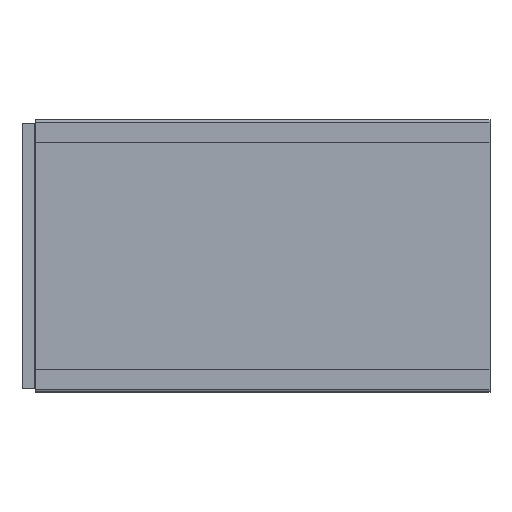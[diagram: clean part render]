
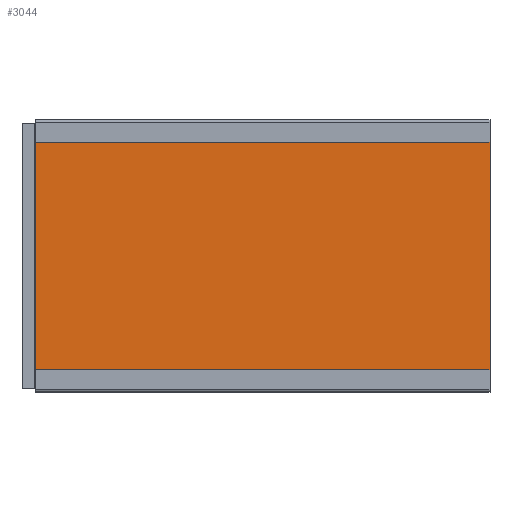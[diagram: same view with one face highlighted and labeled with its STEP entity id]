
A CAD part, top view. The second image highlights one B-rep face of the part: STEP entity #3044.
In plain terms, the highlighted planar face has unit normal (0, 0, 1).
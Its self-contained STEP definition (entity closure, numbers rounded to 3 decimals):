
#308=FACE_OUTER_BOUND('',#488,.T.);
#488=EDGE_LOOP('',(#2192,#2193,#2194,#2195));
#700=LINE('',#4609,#1042);
#704=LINE('',#4616,#1046);
#707=LINE('',#4622,#1049);
#709=LINE('',#4625,#1051);
#1042=VECTOR('',#3680,250.);
#1046=VECTOR('',#3686,500.);
#1049=VECTOR('',#3691,250.);
#1051=VECTOR('',#3695,500.);
#1360=VERTEX_POINT('',#4606);
#1361=VERTEX_POINT('',#4608);
#1363=VERTEX_POINT('',#4614);
#1365=VERTEX_POINT('',#4620);
#1660=EDGE_CURVE('',#1360,#1361,#700,.T.);
#1664=EDGE_CURVE('',#1363,#1360,#704,.T.);
#1667=EDGE_CURVE('',#1365,#1363,#707,.T.);
#1669=EDGE_CURVE('',#1361,#1365,#709,.T.);
#2192=ORIENTED_EDGE('',*,*,#1669,.F.);
#2193=ORIENTED_EDGE('',*,*,#1660,.F.);
#2194=ORIENTED_EDGE('',*,*,#1664,.F.);
#2195=ORIENTED_EDGE('',*,*,#1667,.F.);
#2900=PLANE('',#3247);
#3044=ADVANCED_FACE('',(#308),#2900,.T.);
#3247=AXIS2_PLACEMENT_3D('',#4626,#3696,#3697);
#3680=DIRECTION('',(0.,1.,0.));
#3686=DIRECTION('',(-1.,0.,0.));
#3691=DIRECTION('',(0.,-1.,0.));
#3695=DIRECTION('',(1.,0.,0.));
#3696=DIRECTION('center_axis',(0.,0.,1.));
#3697=DIRECTION('ref_axis',(1.,0.,0.));
#4606=CARTESIAN_POINT('',(-250.,-125.,0.));
#4608=CARTESIAN_POINT('',(-250.,125.,0.));
#4609=CARTESIAN_POINT('',(-250.,-125.,0.));
#4614=CARTESIAN_POINT('',(250.,-125.,0.));
#4616=CARTESIAN_POINT('',(250.,-125.,0.));
#4620=CARTESIAN_POINT('',(250.,125.,0.));
#4622=CARTESIAN_POINT('',(250.,125.,0.));
#4625=CARTESIAN_POINT('',(-250.,125.,0.));
#4626=CARTESIAN_POINT('Origin',(0.,0.,0.));
